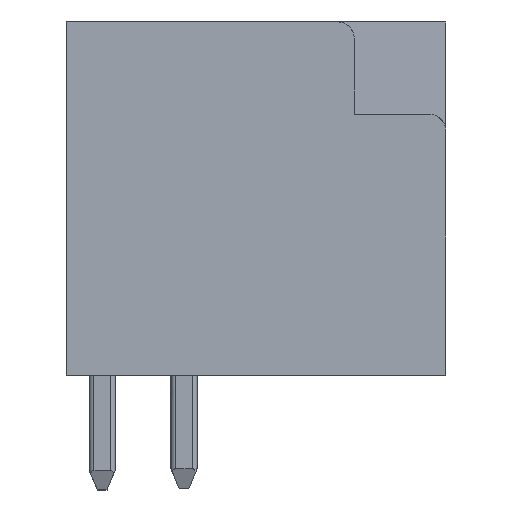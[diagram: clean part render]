
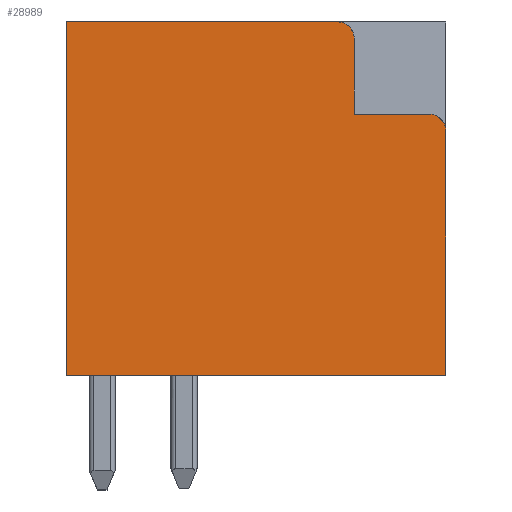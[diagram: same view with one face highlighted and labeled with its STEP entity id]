
A CAD part, left-side view. The second image highlights one B-rep face of the part: STEP entity #28989.
In plain terms, the highlighted planar face has unit normal (-1, 0, 0).
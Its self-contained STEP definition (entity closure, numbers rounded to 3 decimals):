
#736=CIRCLE('',#30926,0.5);
#737=CIRCLE('',#30927,0.5);
#6915=ORIENTED_EDGE('',*,*,#11871,.F.);
#6916=ORIENTED_EDGE('',*,*,#12384,.T.);
#6917=ORIENTED_EDGE('',*,*,#12385,.T.);
#6918=ORIENTED_EDGE('',*,*,#12386,.T.);
#6919=ORIENTED_EDGE('',*,*,#12387,.T.);
#6920=ORIENTED_EDGE('',*,*,#11373,.F.);
#6921=ORIENTED_EDGE('',*,*,#11976,.F.);
#6922=ORIENTED_EDGE('',*,*,#12388,.T.);
#11373=EDGE_CURVE('',#14923,#14924,#17849,.T.);
#11871=EDGE_CURVE('',#15250,#15251,#18317,.T.);
#11976=EDGE_CURVE('',#15334,#14923,#18422,.T.);
#12384=EDGE_CURVE('',#15250,#15525,#736,.F.);
#12385=EDGE_CURVE('',#15525,#15526,#18823,.T.);
#12386=EDGE_CURVE('',#15526,#15527,#18824,.T.);
#12387=EDGE_CURVE('',#15527,#14924,#737,.F.);
#12388=EDGE_CURVE('',#15334,#15251,#18825,.T.);
#14923=VERTEX_POINT('',#43435);
#14924=VERTEX_POINT('',#43437);
#15250=VERTEX_POINT('',#44504);
#15251=VERTEX_POINT('',#44506);
#15334=VERTEX_POINT('',#44702);
#15525=VERTEX_POINT('',#45540);
#15526=VERTEX_POINT('',#45542);
#15527=VERTEX_POINT('',#45544);
#17849=LINE('',#43436,#21437);
#18317=LINE('',#44505,#21905);
#18422=LINE('',#44703,#22010);
#18823=LINE('',#45541,#22411);
#18824=LINE('',#45543,#22412);
#18825=LINE('',#45546,#22413);
#21437=VECTOR('',#35197,1000.);
#21905=VECTOR('',#35989,1000.);
#22010=VECTOR('',#36112,1000.);
#22411=VECTOR('',#36973,1000.);
#22412=VECTOR('',#36974,1000.);
#22413=VECTOR('',#36977,1000.);
#24570=EDGE_LOOP('',(#6915,#6916,#6917,#6918,#6919,#6920,#6921,#6922));
#26224=FACE_BOUND('',#24570,.T.);
#27541=PLANE('',#30925);
#28989=ADVANCED_FACE('',(#26224),#27541,.F.);
#30925=AXIS2_PLACEMENT_3D('',#45538,#36969,#36970);
#30926=AXIS2_PLACEMENT_3D('',#45539,#36971,#36972);
#30927=AXIS2_PLACEMENT_3D('',#45545,#36975,#36976);
#35197=DIRECTION('',(0.,-1.,0.));
#35989=DIRECTION('',(0.,0.,-1.));
#36112=DIRECTION('',(0.,0.,1.));
#36969=DIRECTION('',(1.,0.,0.));
#36970=DIRECTION('',(0.,0.,-1.));
#36971=DIRECTION('',(1.,0.,0.));
#36972=DIRECTION('',(0.,0.,-1.));
#36973=DIRECTION('',(0.,1.,0.));
#36974=DIRECTION('',(0.,0.,1.));
#36975=DIRECTION('',(1.,0.,0.));
#36976=DIRECTION('',(0.,0.,-1.));
#36977=DIRECTION('',(0.,-1.,0.));
#43435=CARTESIAN_POINT('',(-19.25,11.6,10.8));
#43436=CARTESIAN_POINT('',(-19.25,11.6,10.8));
#43437=CARTESIAN_POINT('',(-19.25,3.3,10.8));
#44504=CARTESIAN_POINT('',(-19.25,0.,7.48));
#44505=CARTESIAN_POINT('',(-19.25,0.,10.8));
#44506=CARTESIAN_POINT('',(-19.25,0.,0.));
#44702=CARTESIAN_POINT('',(-19.25,11.6,0.));
#44703=CARTESIAN_POINT('',(-19.25,11.6,0.303));
#45538=CARTESIAN_POINT('',(-19.25,0.,0.));
#45539=CARTESIAN_POINT('',(-19.25,0.5,7.48));
#45540=CARTESIAN_POINT('',(-19.25,0.5,7.98));
#45541=CARTESIAN_POINT('',(-19.25,0.,7.98));
#45542=CARTESIAN_POINT('',(-19.25,2.8,7.98));
#45543=CARTESIAN_POINT('',(-19.25,2.8,7.98));
#45544=CARTESIAN_POINT('',(-19.25,2.8,10.3));
#45545=CARTESIAN_POINT('',(-19.25,3.3,10.3));
#45546=CARTESIAN_POINT('',(-19.25,11.6,0.));
